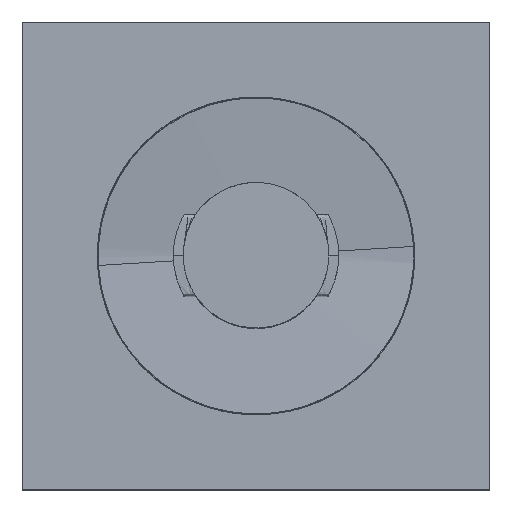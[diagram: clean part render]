
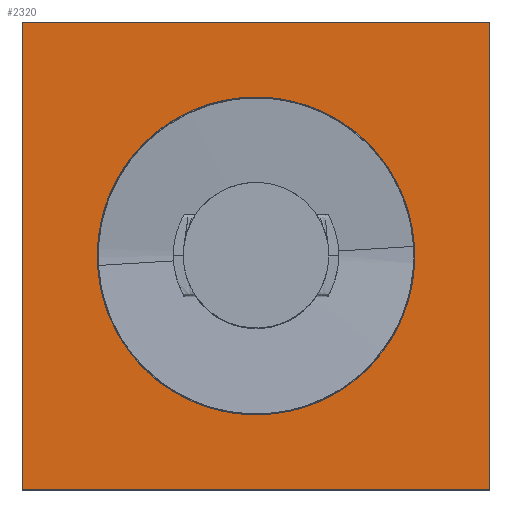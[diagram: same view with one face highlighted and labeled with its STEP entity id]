
A CAD part, top view. The second image highlights one B-rep face of the part: STEP entity #2320.
In plain terms, the highlighted planar face has unit normal (0, 0, 1).
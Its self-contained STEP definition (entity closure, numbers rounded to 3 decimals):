
#1024=B_SPLINE_CURVE_WITH_KNOTS('',1,(#59542,#59543),.UNSPECIFIED.,.F.,
 .F.,(2,2),(0.,200.),.UNSPECIFIED.);
#1027=B_SPLINE_CURVE_WITH_KNOTS('',1,(#59548,#59549),.UNSPECIFIED.,.F.,
 .F.,(2,2),(0.,200.),.UNSPECIFIED.);
#1030=B_SPLINE_CURVE_WITH_KNOTS('',1,(#59554,#59555),.UNSPECIFIED.,.F.,
 .F.,(2,2),(0.,200.),.UNSPECIFIED.);
#1033=B_SPLINE_CURVE_WITH_KNOTS('',1,(#59560,#59561),.UNSPECIFIED.,.F.,
 .F.,(2,2),(0.,200.),.UNSPECIFIED.);
#1142=FACE_BOUND('',#4035,.T.);
#1247=PLANE('',#13885);
#2320=ADVANCED_FACE('',(#3161,#1142),#1247,.T.);
#3161=FACE_OUTER_BOUND('',#4034,.T.);
#4034=EDGE_LOOP('',(#7885,#7886,#7887,#7888));
#4035=EDGE_LOOP('',(#7889,#7890));
#7885=ORIENTED_EDGE('',*,*,#10181,.F.);
#7886=ORIENTED_EDGE('',*,*,#10178,.F.);
#7887=ORIENTED_EDGE('',*,*,#10175,.F.);
#7888=ORIENTED_EDGE('',*,*,#10172,.F.);
#7889=ORIENTED_EDGE('',*,*,#10185,.F.);
#7890=ORIENTED_EDGE('',*,*,#10184,.T.);
#10172=EDGE_CURVE('',#13012,#13013,#1024,.T.);
#10175=EDGE_CURVE('',#13013,#13015,#1027,.T.);
#10178=EDGE_CURVE('',#13015,#13017,#1030,.T.);
#10181=EDGE_CURVE('',#13017,#13012,#1033,.T.);
#10184=EDGE_CURVE('',#13018,#13019,#11469,.T.);
#10185=EDGE_CURVE('',#13018,#13019,#11470,.T.);
#11469=(
BOUNDED_CURVE()
B_SPLINE_CURVE(2,(#59566,#59567,#59568,#59569,#59570),.UNSPECIFIED.,.F.,
 .F.)
B_SPLINE_CURVE_WITH_KNOTS((3,2,3),(0.,67.544,135.088),
 .UNSPECIFIED.)
CURVE()
GEOMETRIC_REPRESENTATION_ITEM()
RATIONAL_B_SPLINE_CURVE((1.,0.707,1.,0.707,1.))
REPRESENTATION_ITEM('')
);
#11470=(
BOUNDED_CURVE()
B_SPLINE_CURVE(2,(#59571,#59572,#59573,#59574,#59575),.UNSPECIFIED.,.F.,
 .F.)
B_SPLINE_CURVE_WITH_KNOTS((3,2,3),(-270.177,-202.633,
-135.088),.UNSPECIFIED.)
CURVE()
GEOMETRIC_REPRESENTATION_ITEM()
RATIONAL_B_SPLINE_CURVE((1.,0.707,1.,0.707,1.))
REPRESENTATION_ITEM('')
);
#13012=VERTEX_POINT('',#59528);
#13013=VERTEX_POINT('',#59529);
#13015=VERTEX_POINT('',#59531);
#13017=VERTEX_POINT('',#59533);
#13018=VERTEX_POINT('',#59534);
#13019=VERTEX_POINT('',#59535);
#13885=AXIS2_PLACEMENT_3D('',#59514,#13995,$);
#13995=DIRECTION('',(0.,0.,1.));
#59514=CARTESIAN_POINT('',(-120.619,-120.611,14.75));
#59528=CARTESIAN_POINT('',(-100.009,-100.001,14.75));
#59529=CARTESIAN_POINT('',(-100.009,99.999,14.75));
#59531=CARTESIAN_POINT('',(99.991,99.999,14.75));
#59533=CARTESIAN_POINT('',(99.991,-100.001,14.75));
#59534=CARTESIAN_POINT('',(42.991,-0.001,14.75));
#59535=CARTESIAN_POINT('',(-43.009,-0.001,14.75));
#59542=CARTESIAN_POINT('',(-100.009,-100.001,14.75));
#59543=CARTESIAN_POINT('',(-100.009,99.999,14.75));
#59548=CARTESIAN_POINT('',(-100.009,99.999,14.75));
#59549=CARTESIAN_POINT('',(99.991,99.999,14.75));
#59554=CARTESIAN_POINT('',(99.991,99.999,14.75));
#59555=CARTESIAN_POINT('',(99.991,-100.001,14.75));
#59560=CARTESIAN_POINT('',(99.991,-100.001,14.75));
#59561=CARTESIAN_POINT('',(-100.009,-100.001,14.75));
#59566=CARTESIAN_POINT('',(42.991,-0.001,14.75));
#59567=CARTESIAN_POINT('',(42.991,-43.001,14.75));
#59568=CARTESIAN_POINT('',(-0.009,-43.001,14.75));
#59569=CARTESIAN_POINT('',(-43.009,-43.001,14.75));
#59570=CARTESIAN_POINT('',(-43.009,-0.001,14.75));
#59571=CARTESIAN_POINT('',(42.991,-0.001,14.75));
#59572=CARTESIAN_POINT('',(42.991,42.999,14.75));
#59573=CARTESIAN_POINT('',(-0.009,42.999,14.75));
#59574=CARTESIAN_POINT('',(-43.009,42.999,14.75));
#59575=CARTESIAN_POINT('',(-43.009,-0.001,14.75));
